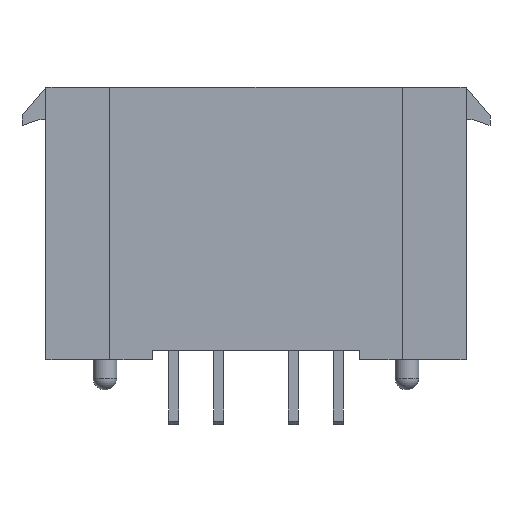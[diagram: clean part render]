
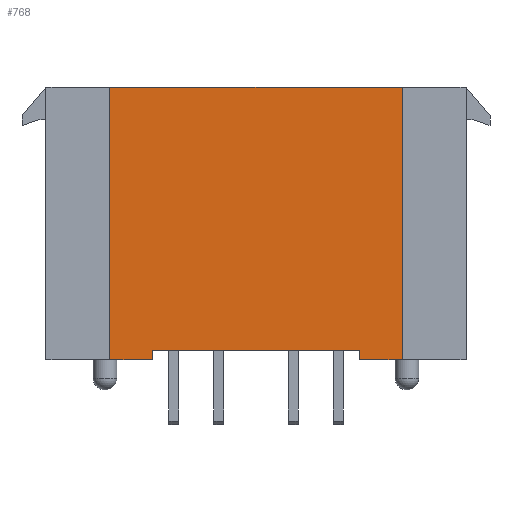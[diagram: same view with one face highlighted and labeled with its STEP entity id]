
A CAD part, front view. The second image highlights one B-rep face of the part: STEP entity #768.
In plain terms, the highlighted face is planar.
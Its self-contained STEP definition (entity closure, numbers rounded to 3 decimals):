
#768 = ADVANCED_FACE( '', ( #1549 ), #1550, .F. );
#1549 = FACE_OUTER_BOUND( '', #2338, .T. );
#1550 = PLANE( '', #2339 );
#2338 = EDGE_LOOP( '', ( #4634, #4635, #4636, #4637, #4638, #4639, #4640, #4641 ) );
#2339 = AXIS2_PLACEMENT_3D( '', #4642, #4643, #4644 );
#4634 = ORIENTED_EDGE( '', *, *, #5542, .T. );
#4635 = ORIENTED_EDGE( '', *, *, #5373, .F. );
#4636 = ORIENTED_EDGE( '', *, *, #5826, .T. );
#4637 = ORIENTED_EDGE( '', *, *, #5688, .T. );
#4638 = ORIENTED_EDGE( '', *, *, #5402, .F. );
#4639 = ORIENTED_EDGE( '', *, *, #5859, .F. );
#4640 = ORIENTED_EDGE( '', *, *, #5665, .T. );
#4641 = ORIENTED_EDGE( '', *, *, #5482, .T. );
#4642 = CARTESIAN_POINT( '', ( 6.11, 12.45, 11.38 ) );
#4643 = DIRECTION( '', ( 0., -1., 0. ) );
#4644 = DIRECTION( '', ( 0., 0., -1. ) );
#5373 = EDGE_CURVE( '', #6677, #6679, #6680, .T. );
#5402 = EDGE_CURVE( '', #6725, #6720, #6727, .T. );
#5482 = EDGE_CURVE( '', #6849, #6847, #6850, .T. );
#5542 = EDGE_CURVE( '', #6847, #6679, #6939, .T. );
#5665 = EDGE_CURVE( '', #7111, #6849, #7112, .T. );
#5688 = EDGE_CURVE( '', #7141, #6720, #7142, .T. );
#5826 = EDGE_CURVE( '', #6677, #7141, #7306, .T. );
#5859 = EDGE_CURVE( '', #7111, #6725, #7347, .T. );
#6677 = VERTEX_POINT( '', #8507 );
#6679 = VERTEX_POINT( '', #8510 );
#6680 = LINE( '', #8511, #8512 );
#6720 = VERTEX_POINT( '', #8570 );
#6725 = VERTEX_POINT( '', #8577 );
#6727 = LINE( '', #8580, #8581 );
#6847 = VERTEX_POINT( '', #8754 );
#6849 = VERTEX_POINT( '', #8757 );
#6850 = LINE( '', #8758, #8759 );
#6939 = LINE( '', #8888, #8889 );
#7111 = VERTEX_POINT( '', #9150 );
#7112 = LINE( '', #9151, #9152 );
#7141 = VERTEX_POINT( '', #9194 );
#7142 = LINE( '', #9195, #9196 );
#7306 = LINE( '', #9446, #9447 );
#7347 = LINE( '', #9507, #9508 );
#8507 = CARTESIAN_POINT( '', ( 6.11, 12.45, 11.38 ) );
#8510 = CARTESIAN_POINT( '', ( 4.33, 12.45, 11.38 ) );
#8511 = CARTESIAN_POINT( '', ( 6.11, 12.45, 11.38 ) );
#8512 = VECTOR( '', #10015, 1000. );
#8570 = CARTESIAN_POINT( '', ( -6.11, 12.45, 0. ) );
#8577 = CARTESIAN_POINT( '', ( -6.11, 12.45, 11.38 ) );
#8580 = CARTESIAN_POINT( '', ( -6.11, 12.45, 11.38 ) );
#8581 = VECTOR( '', #10043, 1000. );
#8754 = CARTESIAN_POINT( '', ( 4.33, 12.45, 11. ) );
#8757 = CARTESIAN_POINT( '', ( -4.33, 12.45, 11. ) );
#8758 = CARTESIAN_POINT( '', ( -4.33, 12.45, 11. ) );
#8759 = VECTOR( '', #10122, 1000. );
#8888 = CARTESIAN_POINT( '', ( 4.33, 12.45, 11. ) );
#8889 = VECTOR( '', #10178, 1000. );
#9150 = CARTESIAN_POINT( '', ( -4.33, 12.45, 11.38 ) );
#9151 = CARTESIAN_POINT( '', ( -4.33, 12.45, 11.38 ) );
#9152 = VECTOR( '', #10277, 1000. );
#9194 = CARTESIAN_POINT( '', ( 6.11, 12.45, 0. ) );
#9195 = CARTESIAN_POINT( '', ( 6.11, 12.45, 0. ) );
#9196 = VECTOR( '', #10294, 1000. );
#9446 = CARTESIAN_POINT( '', ( 6.11, 12.45, 11.38 ) );
#9447 = VECTOR( '', #10402, 1000. );
#9507 = CARTESIAN_POINT( '', ( 6.11, 12.45, 11.38 ) );
#9508 = VECTOR( '', #10425, 1000. );
#10015 = DIRECTION( '', ( -1., 0., 0. ) );
#10043 = DIRECTION( '', ( 0., 0., -1. ) );
#10122 = DIRECTION( '', ( 1., 0., 0. ) );
#10178 = DIRECTION( '', ( 0., 0., 1. ) );
#10277 = DIRECTION( '', ( 0., 0., -1. ) );
#10294 = DIRECTION( '', ( -1., 0., 0. ) );
#10402 = DIRECTION( '', ( 0., 0., -1. ) );
#10425 = DIRECTION( '', ( -1., 0., 0. ) );
